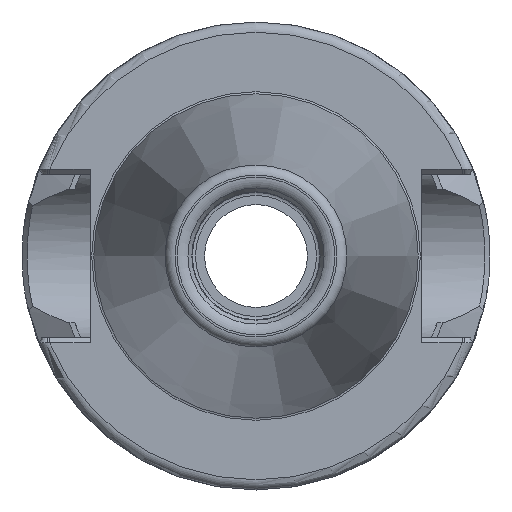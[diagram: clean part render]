
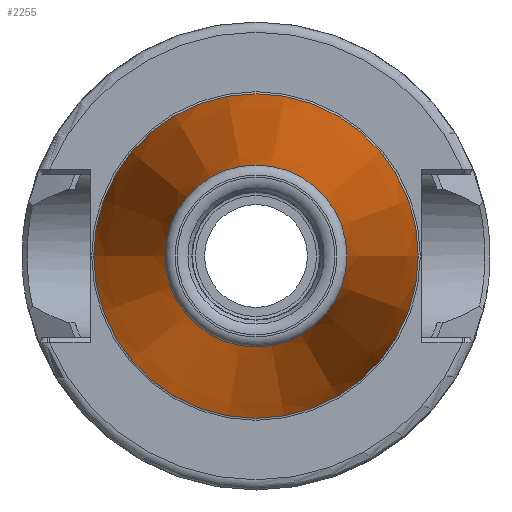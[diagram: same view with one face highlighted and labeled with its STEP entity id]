
A CAD part, left-side view. The second image highlights one B-rep face of the part: STEP entity #2255.
In plain terms, the highlighted conical face has half-angle 8.297 degrees and reference radius 12.445 mm.
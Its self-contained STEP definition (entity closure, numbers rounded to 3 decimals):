
#110=CONICAL_SURFACE('',#2479,12.445,0.145);
#243=LINE('',#4276,#356);
#356=VECTOR('',#2973,12.445);
#497=FACE_OUTER_BOUND('',#622,.T.);
#622=EDGE_LOOP('',(#1836,#1837,#1838,#1839,#1840,#1841,#1842));
#775=CIRCLE('',#2475,8.941);
#776=CIRCLE('',#2476,8.941);
#777=CIRCLE('',#2477,8.941);
#779=CIRCLE('',#2480,15.948);
#780=CIRCLE('',#2481,15.948);
#993=VERTEX_POINT('',#4264);
#994=VERTEX_POINT('',#4265);
#995=VERTEX_POINT('',#4267);
#996=VERTEX_POINT('',#4272);
#997=VERTEX_POINT('',#4273);
#1301=EDGE_CURVE('',#993,#994,#775,.T.);
#1302=EDGE_CURVE('',#995,#993,#776,.T.);
#1303=EDGE_CURVE('',#994,#995,#777,.T.);
#1305=EDGE_CURVE('',#996,#997,#779,.T.);
#1306=EDGE_CURVE('',#997,#996,#780,.T.);
#1307=EDGE_CURVE('',#997,#995,#243,.T.);
#1836=ORIENTED_EDGE('',*,*,#1305,.F.);
#1837=ORIENTED_EDGE('',*,*,#1306,.F.);
#1838=ORIENTED_EDGE('',*,*,#1307,.T.);
#1839=ORIENTED_EDGE('',*,*,#1302,.T.);
#1840=ORIENTED_EDGE('',*,*,#1301,.T.);
#1841=ORIENTED_EDGE('',*,*,#1303,.T.);
#1842=ORIENTED_EDGE('',*,*,#1307,.F.);
#2255=ADVANCED_FACE('',(#497),#110,.T.);
#2475=AXIS2_PLACEMENT_3D('',#4266,#2959,#2960);
#2476=AXIS2_PLACEMENT_3D('',#4268,#2961,#2962);
#2477=AXIS2_PLACEMENT_3D('',#4269,#2963,#2964);
#2479=AXIS2_PLACEMENT_3D('',#4271,#2967,#2968);
#2480=AXIS2_PLACEMENT_3D('',#4274,#2969,#2970);
#2481=AXIS2_PLACEMENT_3D('',#4275,#2971,#2972);
#2959=DIRECTION('center_axis',(1.,0.,0.));
#2960=DIRECTION('ref_axis',(0.,0.,-1.));
#2961=DIRECTION('center_axis',(1.,0.,0.));
#2962=DIRECTION('ref_axis',(0.,0.,-1.));
#2963=DIRECTION('center_axis',(1.,0.,0.));
#2964=DIRECTION('ref_axis',(0.,0.,-1.));
#2967=DIRECTION('center_axis',(1.,0.,0.));
#2968=DIRECTION('ref_axis',(0.,1.,0.));
#2969=DIRECTION('center_axis',(1.,0.,0.));
#2970=DIRECTION('ref_axis',(0.,0.,-1.));
#2971=DIRECTION('center_axis',(1.,0.,0.));
#2972=DIRECTION('ref_axis',(0.,0.,-1.));
#2973=DIRECTION('',(-0.99,0.144,0.));
#4264=CARTESIAN_POINT('',(-47.944,8.941,0.));
#4265=CARTESIAN_POINT('',(-47.944,0.,8.941));
#4266=CARTESIAN_POINT('Origin',(-47.944,0.,
0.));
#4267=CARTESIAN_POINT('',(-47.944,-8.941,0.));
#4268=CARTESIAN_POINT('Origin',(-47.944,0.,
0.));
#4269=CARTESIAN_POINT('Origin',(-47.944,0.,
0.));
#4271=CARTESIAN_POINT('Origin',(-23.922,0.,
0.));
#4272=CARTESIAN_POINT('',(0.1,15.948,0.));
#4273=CARTESIAN_POINT('',(0.1,-15.948,0.));
#4274=CARTESIAN_POINT('Origin',(0.1,0.,
0.));
#4275=CARTESIAN_POINT('Origin',(0.1,0.,
0.));
#4276=CARTESIAN_POINT('',(-23.922,-12.445,0.));
